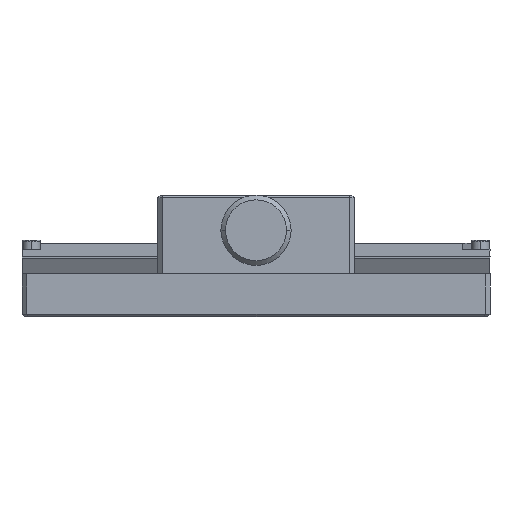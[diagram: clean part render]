
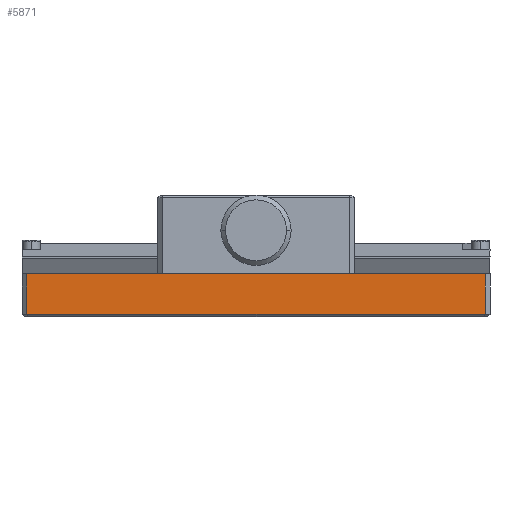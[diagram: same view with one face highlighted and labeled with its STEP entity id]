
A CAD part, left-side view. The second image highlights one B-rep face of the part: STEP entity #5871.
In plain terms, the highlighted planar face has unit normal (-1, 0, 0).
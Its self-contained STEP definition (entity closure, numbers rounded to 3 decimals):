
#385 = ORIENTED_EDGE ( 'NONE', *, *, #1218, .F. ) ;
#759 = CARTESIAN_POINT ( 'NONE',  ( -25., -50., 9.2 ) ) ;
#1218 = EDGE_CURVE ( 'NONE', #14950, #10738, #7991, .T. ) ;
#1386 = EDGE_CURVE ( 'NONE', #7623, #14950, #5180, .T. ) ;
#1608 = CARTESIAN_POINT ( 'NONE',  ( -25., -99., 9.2 ) ) ;
#2210 = CARTESIAN_POINT ( 'NONE',  ( -25., -99., 0.5 ) ) ;
#2234 = EDGE_CURVE ( 'NONE', #7623, #14909, #15084, .T. ) ;
#2239 = VECTOR ( 'NONE', #8985, 1000. ) ;
#2365 = DIRECTION ( 'NONE',  ( 0., 0., 1. ) ) ;
#2403 = DIRECTION ( 'NONE',  ( 0., -1., 0. ) ) ;
#3223 = CARTESIAN_POINT ( 'NONE',  ( -25., -1., 9.2 ) ) ;
#3512 = DIRECTION ( 'NONE',  ( 0., 0., -1. ) ) ;
#3616 = EDGE_CURVE ( 'NONE', #10738, #14909, #10478, .T. ) ;
#4409 = PLANE ( 'NONE',  #12015 ) ;
#5180 = LINE ( 'NONE', #15312, #11483 ) ;
#5871 = ADVANCED_FACE ( 'NONE', ( #9627 ), #4409, .F. ) ;
#6006 = ORIENTED_EDGE ( 'NONE', *, *, #3616, .F. ) ;
#7623 = VERTEX_POINT ( 'NONE', #12067 ) ;
#7724 = ORIENTED_EDGE ( 'NONE', *, *, #2234, .T. ) ;
#7991 = LINE ( 'NONE', #759, #2239 ) ;
#8327 = CARTESIAN_POINT ( 'NONE',  ( -25., -99., 9.2 ) ) ;
#8434 = CARTESIAN_POINT ( 'NONE',  ( -25., -99., 4.85 ) ) ;
#8985 = DIRECTION ( 'NONE',  ( 0., -1., 0. ) ) ;
#9083 = CARTESIAN_POINT ( 'NONE',  ( -25., -50., 0.5 ) ) ;
#9627 = FACE_OUTER_BOUND ( 'NONE', #14677, .T. ) ;
#10478 = LINE ( 'NONE', #8434, #10536 ) ;
#10536 = VECTOR ( 'NONE', #3512, 1000. ) ;
#10738 = VERTEX_POINT ( 'NONE', #1608 ) ;
#11483 = VECTOR ( 'NONE', #2365, 1000. ) ;
#12015 = AXIS2_PLACEMENT_3D ( 'NONE', #8327, #12984, #13244 ) ;
#12067 = CARTESIAN_POINT ( 'NONE',  ( -25., -1., 0.5 ) ) ;
#12194 = VECTOR ( 'NONE', #2403, 1000. ) ;
#12984 = DIRECTION ( 'NONE',  ( 1., 0., 0. ) ) ;
#13244 = DIRECTION ( 'NONE',  ( 0., 0., -1. ) ) ;
#14677 = EDGE_LOOP ( 'NONE', ( #385, #14937, #7724, #6006 ) ) ;
#14909 = VERTEX_POINT ( 'NONE', #2210 ) ;
#14937 = ORIENTED_EDGE ( 'NONE', *, *, #1386, .F. ) ;
#14950 = VERTEX_POINT ( 'NONE', #3223 ) ;
#15084 = LINE ( 'NONE', #9083, #12194 ) ;
#15312 = CARTESIAN_POINT ( 'NONE',  ( -25., -1., 4.85 ) ) ;
